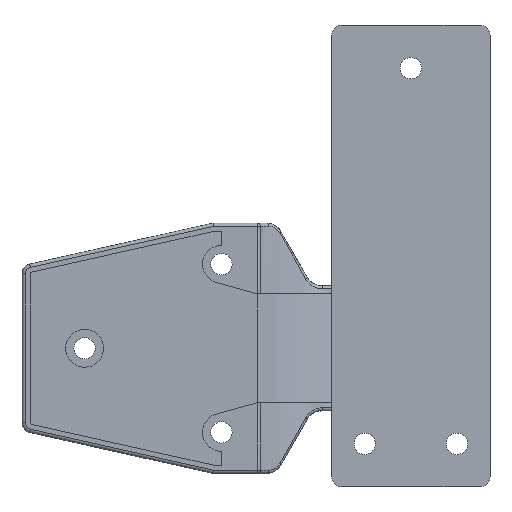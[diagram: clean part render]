
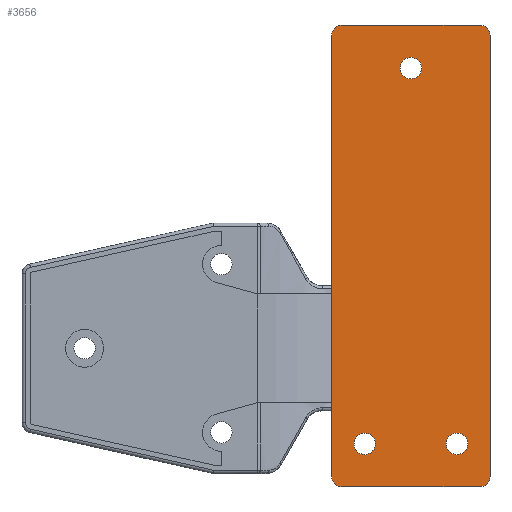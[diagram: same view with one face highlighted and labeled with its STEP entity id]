
A CAD part, front view. The second image highlights one B-rep face of the part: STEP entity #3656.
In plain terms, the highlighted planar face has unit normal (0, -1, 0).
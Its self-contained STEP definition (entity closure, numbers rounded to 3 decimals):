
#78 = EDGE_CURVE ( 'NONE', #14661, #3395, #6026, .T. ) ;
#100 = CARTESIAN_POINT ( 'NONE',  ( 21., -52., -42. ) ) ;
#756 = AXIS2_PLACEMENT_3D ( 'NONE', #5800, #14325, #7011 ) ;
#853 = VERTEX_POINT ( 'NONE', #8741 ) ;
#909 = EDGE_CURVE ( 'NONE', #853, #12095, #10022, .T. ) ;
#1106 = DIRECTION ( 'NONE',  ( 0., -1., 0. ) ) ;
#1299 = CARTESIAN_POINT ( 'NONE',  ( 24., -52., -42. ) ) ;
#1313 = ORIENTED_EDGE ( 'NONE', *, *, #9866, .F. ) ;
#1341 = ORIENTED_EDGE ( 'NONE', *, *, #5880, .F. ) ;
#1713 = FACE_BOUND ( 'NONE', #11610, .T. ) ;
#1967 = CIRCLE ( 'NONE', #14478, 3.25 ) ;
#2080 = CARTESIAN_POINT ( 'NONE',  ( 14., -52., -32.25 ) ) ;
#2117 = EDGE_CURVE ( 'NONE', #14273, #7416, #5474, .T. ) ;
#2188 = CARTESIAN_POINT ( 'NONE',  ( 0., -52., 85. ) ) ;
#2215 = CIRCLE ( 'NONE', #15083, 3. ) ;
#2301 = CARTESIAN_POINT ( 'NONE',  ( 24., -52., -39. ) ) ;
#2483 = CARTESIAN_POINT ( 'NONE',  ( -21., -52., 95. ) ) ;
#2588 = LINE ( 'NONE', #6540, #12301 ) ;
#2804 = VERTEX_POINT ( 'NONE', #2301 ) ;
#2922 = CARTESIAN_POINT ( 'NONE',  ( 21., -52., -39. ) ) ;
#2995 = CIRCLE ( 'NONE', #11786, 3.25 ) ;
#3149 = AXIS2_PLACEMENT_3D ( 'NONE', #8390, #1106, #9605 ) ;
#3201 = CARTESIAN_POINT ( 'NONE',  ( 24., -52., 95. ) ) ;
#3283 = AXIS2_PLACEMENT_3D ( 'NONE', #11915, #11478, #11423 ) ;
#3394 = ORIENTED_EDGE ( 'NONE', *, *, #2117, .T. ) ;
#3395 = VERTEX_POINT ( 'NONE', #8335 ) ;
#3399 = DIRECTION ( 'NONE',  ( 0., 0., -1. ) ) ;
#3528 = DIRECTION ( 'NONE',  ( 0., -1., 0. ) ) ;
#3656 = ADVANCED_FACE ( 'NONE', ( #1713, #4912, #11014, #7790 ), #9946, .T. ) ;
#3705 = DIRECTION ( 'NONE',  ( 0., 0., -1. ) ) ;
#3859 = EDGE_CURVE ( 'NONE', #9137, #7416, #13903, .T. ) ;
#4097 = DIRECTION ( 'NONE',  ( 1., 0., 0. ) ) ;
#4129 = DIRECTION ( 'NONE',  ( 0., 0., -1. ) ) ;
#4758 = DIRECTION ( 'NONE',  ( 0., -1., 0. ) ) ;
#4912 = FACE_BOUND ( 'NONE', #13175, .T. ) ;
#5053 = CARTESIAN_POINT ( 'NONE',  ( -21., -52., 98. ) ) ;
#5082 = DIRECTION ( 'NONE',  ( 0., -1., 0. ) ) ;
#5104 = DIRECTION ( 'NONE',  ( 0., -1., 0. ) ) ;
#5341 = AXIS2_PLACEMENT_3D ( 'NONE', #2483, #10995, #3705 ) ;
#5359 = CARTESIAN_POINT ( 'NONE',  ( 0., -52., 85. ) ) ;
#5474 = CIRCLE ( 'NONE', #10234, 3. ) ;
#5506 = DIRECTION ( 'NONE',  ( 0., 0., -1. ) ) ;
#5519 = ORIENTED_EDGE ( 'NONE', *, *, #5979, .T. ) ;
#5662 = DIRECTION ( 'NONE',  ( 0., -1., 0. ) ) ;
#5778 = AXIS2_PLACEMENT_3D ( 'NONE', #2188, #10704, #3399 ) ;
#5800 = CARTESIAN_POINT ( 'NONE',  ( 14., -52., -29. ) ) ;
#5848 = DIRECTION ( 'NONE',  ( 0., 0., 1. ) ) ;
#5880 = EDGE_CURVE ( 'NONE', #8003, #11780, #2995, .T. ) ;
#5979 = EDGE_CURVE ( 'NONE', #9041, #2804, #2215, .T. ) ;
#6026 = CIRCLE ( 'NONE', #3283, 3.25 ) ;
#6070 = EDGE_CURVE ( 'NONE', #12095, #853, #11173, .T. ) ;
#6223 = ORIENTED_EDGE ( 'NONE', *, *, #11607, .T. ) ;
#6229 = AXIS2_PLACEMENT_3D ( 'NONE', #5359, #5662, #5506 ) ;
#6540 = CARTESIAN_POINT ( 'NONE',  ( 24., -52., -42. ) ) ;
#6619 = ORIENTED_EDGE ( 'NONE', *, *, #10472, .F. ) ;
#6755 = CIRCLE ( 'NONE', #3149, 3. ) ;
#6860 = EDGE_CURVE ( 'NONE', #2804, #14273, #2588, .T. ) ;
#7011 = DIRECTION ( 'NONE',  ( 0., 0., -1. ) ) ;
#7328 = ORIENTED_EDGE ( 'NONE', *, *, #6860, .T. ) ;
#7361 = DIRECTION ( 'NONE',  ( 1., 0., 0. ) ) ;
#7378 = EDGE_LOOP ( 'NONE', ( #12027, #1341 ) ) ;
#7416 = VERTEX_POINT ( 'NONE', #8467 ) ;
#7464 = VECTOR ( 'NONE', #5848, 1000. ) ;
#7790 = FACE_OUTER_BOUND ( 'NONE', #11995, .T. ) ;
#8003 = VERTEX_POINT ( 'NONE', #2080 ) ;
#8138 = CARTESIAN_POINT ( 'NONE',  ( -24., -52., 95. ) ) ;
#8174 = AXIS2_PLACEMENT_3D ( 'NONE', #12401, #5104, #13626 ) ;
#8207 = EDGE_CURVE ( 'NONE', #11609, #10817, #6755, .T. ) ;
#8335 = CARTESIAN_POINT ( 'NONE',  ( -14., -52., -32.25 ) ) ;
#8390 = CARTESIAN_POINT ( 'NONE',  ( -21., -52., -39. ) ) ;
#8401 = CARTESIAN_POINT ( 'NONE',  ( -21., -52., -42. ) ) ;
#8467 = CARTESIAN_POINT ( 'NONE',  ( 21., -52., 98. ) ) ;
#8741 = CARTESIAN_POINT ( 'NONE',  ( 0., -52., 81.75 ) ) ;
#9041 = VERTEX_POINT ( 'NONE', #100 ) ;
#9137 = VERTEX_POINT ( 'NONE', #5053 ) ;
#9605 = DIRECTION ( 'NONE',  ( 0., 0., -1. ) ) ;
#9707 = ORIENTED_EDGE ( 'NONE', *, *, #15367, .T. ) ;
#9866 = EDGE_CURVE ( 'NONE', #3395, #14661, #1967, .T. ) ;
#9919 = ORIENTED_EDGE ( 'NONE', *, *, #909, .F. ) ;
#9938 = LINE ( 'NONE', #15647, #7464 ) ;
#9946 = PLANE ( 'NONE',  #8174 ) ;
#10022 = CIRCLE ( 'NONE', #6229, 3.25 ) ;
#10234 = AXIS2_PLACEMENT_3D ( 'NONE', #10826, #3528, #12053 ) ;
#10247 = ORIENTED_EDGE ( 'NONE', *, *, #6070, .F. ) ;
#10472 = EDGE_CURVE ( 'NONE', #11609, #14314, #9938, .T. ) ;
#10524 = LINE ( 'NONE', #1299, #13379 ) ;
#10704 = DIRECTION ( 'NONE',  ( 0., -1., 0. ) ) ;
#10817 = VERTEX_POINT ( 'NONE', #8401 ) ;
#10826 = CARTESIAN_POINT ( 'NONE',  ( 21., -52., 95. ) ) ;
#10995 = DIRECTION ( 'NONE',  ( 0., -1., 0. ) ) ;
#11014 = FACE_BOUND ( 'NONE', #7378, .T. ) ;
#11066 = CARTESIAN_POINT ( 'NONE',  ( -14., -52., -25.75 ) ) ;
#11173 = CIRCLE ( 'NONE', #5778, 3.25 ) ;
#11247 = ORIENTED_EDGE ( 'NONE', *, *, #3859, .F. ) ;
#11423 = DIRECTION ( 'NONE',  ( 0., 0., -1. ) ) ;
#11433 = DIRECTION ( 'NONE',  ( 0., -1., 0. ) ) ;
#11478 = DIRECTION ( 'NONE',  ( 0., -1., 0. ) ) ;
#11607 = EDGE_CURVE ( 'NONE', #9137, #14314, #11842, .T. ) ;
#11609 = VERTEX_POINT ( 'NONE', #13352 ) ;
#11610 = EDGE_LOOP ( 'NONE', ( #10247, #9919 ) ) ;
#11780 = VERTEX_POINT ( 'NONE', #14842 ) ;
#11786 = AXIS2_PLACEMENT_3D ( 'NONE', #12381, #5082, #13605 ) ;
#11831 = CARTESIAN_POINT ( 'NONE',  ( 0., -52., 88.25 ) ) ;
#11842 = CIRCLE ( 'NONE', #5341, 3. ) ;
#11915 = CARTESIAN_POINT ( 'NONE',  ( -14., -52., -29. ) ) ;
#11995 = EDGE_LOOP ( 'NONE', ( #6619, #14549, #9707, #5519, #7328, #3394, #11247, #6223 ) ) ;
#12027 = ORIENTED_EDGE ( 'NONE', *, *, #14387, .F. ) ;
#12053 = DIRECTION ( 'NONE',  ( 0., 0., -1. ) ) ;
#12055 = CARTESIAN_POINT ( 'NONE',  ( -14., -52., -29. ) ) ;
#12095 = VERTEX_POINT ( 'NONE', #11831 ) ;
#12164 = ORIENTED_EDGE ( 'NONE', *, *, #78, .F. ) ;
#12301 = VECTOR ( 'NONE', #15069, 1000. ) ;
#12381 = CARTESIAN_POINT ( 'NONE',  ( 14., -52., -29. ) ) ;
#12401 = CARTESIAN_POINT ( 'NONE',  ( 24., -52., -42. ) ) ;
#12626 = CARTESIAN_POINT ( 'NONE',  ( 24., -52., 98. ) ) ;
#12747 = VECTOR ( 'NONE', #4097, 1000. ) ;
#13175 = EDGE_LOOP ( 'NONE', ( #12164, #1313 ) ) ;
#13289 = DIRECTION ( 'NONE',  ( 0., 0., -1. ) ) ;
#13352 = CARTESIAN_POINT ( 'NONE',  ( -24., -52., -39. ) ) ;
#13379 = VECTOR ( 'NONE', #7361, 1000. ) ;
#13395 = CIRCLE ( 'NONE', #756, 3.25 ) ;
#13605 = DIRECTION ( 'NONE',  ( 0., 0., -1. ) ) ;
#13626 = DIRECTION ( 'NONE',  ( 0., 0., -1. ) ) ;
#13903 = LINE ( 'NONE', #12626, #12747 ) ;
#14273 = VERTEX_POINT ( 'NONE', #3201 ) ;
#14314 = VERTEX_POINT ( 'NONE', #8138 ) ;
#14325 = DIRECTION ( 'NONE',  ( 0., -1., 0. ) ) ;
#14387 = EDGE_CURVE ( 'NONE', #11780, #8003, #13395, .T. ) ;
#14478 = AXIS2_PLACEMENT_3D ( 'NONE', #12055, #4758, #13289 ) ;
#14549 = ORIENTED_EDGE ( 'NONE', *, *, #8207, .T. ) ;
#14661 = VERTEX_POINT ( 'NONE', #11066 ) ;
#14842 = CARTESIAN_POINT ( 'NONE',  ( 14., -52., -25.75 ) ) ;
#15069 = DIRECTION ( 'NONE',  ( 0., 0., 1. ) ) ;
#15083 = AXIS2_PLACEMENT_3D ( 'NONE', #2922, #11433, #4129 ) ;
#15367 = EDGE_CURVE ( 'NONE', #10817, #9041, #10524, .T. ) ;
#15647 = CARTESIAN_POINT ( 'NONE',  ( -24., -52., -42. ) ) ;
